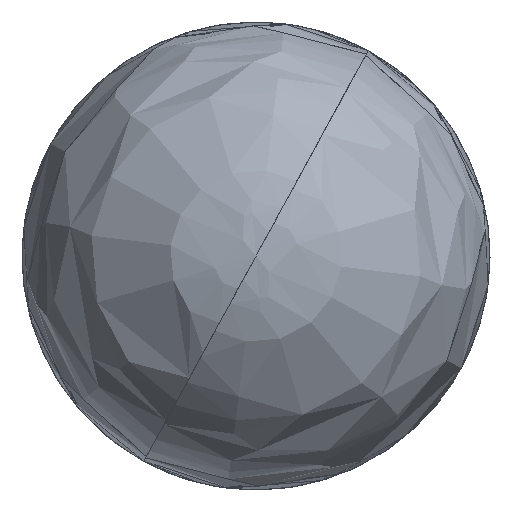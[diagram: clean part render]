
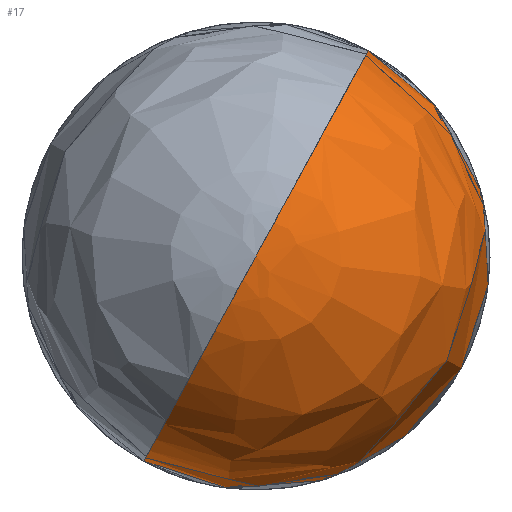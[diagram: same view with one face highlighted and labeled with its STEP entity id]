
A CAD part, front view. The second image highlights one B-rep face of the part: STEP entity #17.
In plain terms, the highlighted free-form (B-spline) face has degree [2, 2] with [5, 5] control points.
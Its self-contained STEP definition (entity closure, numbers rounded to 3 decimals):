
#17 = ADVANCED_FACE('',(#18),#40,.T.);
#18 = FACE_BOUND('',#19,.T.);
#19 = EDGE_LOOP('',(#20,#32));
#20 = ORIENTED_EDGE('',*,*,#21,.T.);
#21 = EDGE_CURVE('',#22,#24,#26,.T.);
#22 = VERTEX_POINT('',#23);
#23 = CARTESIAN_POINT('',(0.,-16.392,
    0.));
#24 = VERTEX_POINT('',#25);
#25 = CARTESIAN_POINT('',(0.,-22.171,
    0.));
#26 = ( BOUNDED_CURVE() B_SPLINE_CURVE(2,(#27,#28,#29,#30,#31),
.UNSPECIFIED.,.F.,.F.) B_SPLINE_CURVE_WITH_KNOTS((3,2,3),(0.,
1.571,3.142),.PIECEWISE_BEZIER_KNOTS.) CURVE() 
GEOMETRIC_REPRESENTATION_ITEM() RATIONAL_B_SPLINE_CURVE((1.,
0.707,1.,0.707,1.)) REPRESENTATION_ITEM('') );
#27 = CARTESIAN_POINT('',(0.,-16.392,0.));
#28 = CARTESIAN_POINT('',(-1.385,-16.392,-2.536
    ));
#29 = CARTESIAN_POINT('',(-1.385,-19.282,
    -2.536));
#30 = CARTESIAN_POINT('',(-1.385,-22.171,
    -2.536));
#31 = CARTESIAN_POINT('',(0.,-22.171,
    0.));
#32 = ORIENTED_EDGE('',*,*,#33,.T.);
#33 = EDGE_CURVE('',#24,#22,#34,.T.);
#34 = ( BOUNDED_CURVE() B_SPLINE_CURVE(2,(#35,#36,#37,#38,#39),
.UNSPECIFIED.,.F.,.F.) B_SPLINE_CURVE_WITH_KNOTS((3,2,3),(0.,
1.571,3.142),.PIECEWISE_BEZIER_KNOTS.) CURVE() 
GEOMETRIC_REPRESENTATION_ITEM() RATIONAL_B_SPLINE_CURVE((1.,
0.707,1.,0.707,1.)) REPRESENTATION_ITEM('') );
#35 = CARTESIAN_POINT('',(0.,-22.171,0.));
#36 = CARTESIAN_POINT('',(1.385,-22.171,2.536)
  );
#37 = CARTESIAN_POINT('',(1.385,-19.282,2.536)
  );
#38 = CARTESIAN_POINT('',(1.385,-16.392,2.536)
  );
#39 = CARTESIAN_POINT('',(0.,-16.392,
    0.));
#40 = ( BOUNDED_SURFACE() B_SPLINE_SURFACE(2,2,(
    (#41,#42,#43,#44,#45)
    ,(#46,#47,#48,#49,#50)
    ,(#51,#52,#53,#54,#55)
    ,(#56,#57,#58,#59,#60)
    ,(#61,#62,#63,#64,#65
)),.UNSPECIFIED.,.F.,.F.,.F.) B_SPLINE_SURFACE_WITH_KNOTS((3,2,3),(3,2,3
    ),(3.142,4.712,6.283),(0.,1.571,
    3.142),.PIECEWISE_BEZIER_KNOTS.) 
GEOMETRIC_REPRESENTATION_ITEM() RATIONAL_B_SPLINE_SURFACE((
    (1.,0.707,1.,0.707,1.)
    ,(0.707,0.5,0.707,0.5
      ,0.707)
    ,(1.,0.707,1.,0.707,1.)
    ,(0.707,0.5,0.707,0.5
      ,0.707)
,(1.,0.707,1.,0.707,1.
))) REPRESENTATION_ITEM('') SURFACE() );
#41 = CARTESIAN_POINT('',(0.,-22.171,0.));
#42 = CARTESIAN_POINT('',(-1.385,-22.171,
    -2.536));
#43 = CARTESIAN_POINT('',(-1.385,-19.282,
    -2.536));
#44 = CARTESIAN_POINT('',(-1.385,-16.392,-2.536
    ));
#45 = CARTESIAN_POINT('',(0.,-16.392,
    0.));
#46 = CARTESIAN_POINT('',(0.,-22.171,0.));
#47 = CARTESIAN_POINT('',(1.15,-22.171,-3.921
    ));
#48 = CARTESIAN_POINT('',(1.15,-19.282,-3.921
    ));
#49 = CARTESIAN_POINT('',(1.15,-16.392,-3.921)
  );
#50 = CARTESIAN_POINT('',(0.,-16.392,
    0.));
#51 = CARTESIAN_POINT('',(0.,-22.171,0.));
#52 = CARTESIAN_POINT('',(2.536,-22.171,-1.385
    ));
#53 = CARTESIAN_POINT('',(2.536,-19.282,-1.385
    ));
#54 = CARTESIAN_POINT('',(2.536,-16.392,-1.385)
  );
#55 = CARTESIAN_POINT('',(0.,-16.392,
    0.));
#56 = CARTESIAN_POINT('',(0.,-22.171,0.));
#57 = CARTESIAN_POINT('',(3.921,-22.171,1.15)
  );
#58 = CARTESIAN_POINT('',(3.921,-19.282,1.15)
  );
#59 = CARTESIAN_POINT('',(3.921,-16.392,1.15)
  );
#60 = CARTESIAN_POINT('',(0.,-16.392,
    0.));
#61 = CARTESIAN_POINT('',(0.,-22.171,0.));
#62 = CARTESIAN_POINT('',(1.385,-22.171,2.536)
  );
#63 = CARTESIAN_POINT('',(1.385,-19.282,2.536)
  );
#64 = CARTESIAN_POINT('',(1.385,-16.392,2.536)
  );
#65 = CARTESIAN_POINT('',(0.,-16.392,
    0.));
